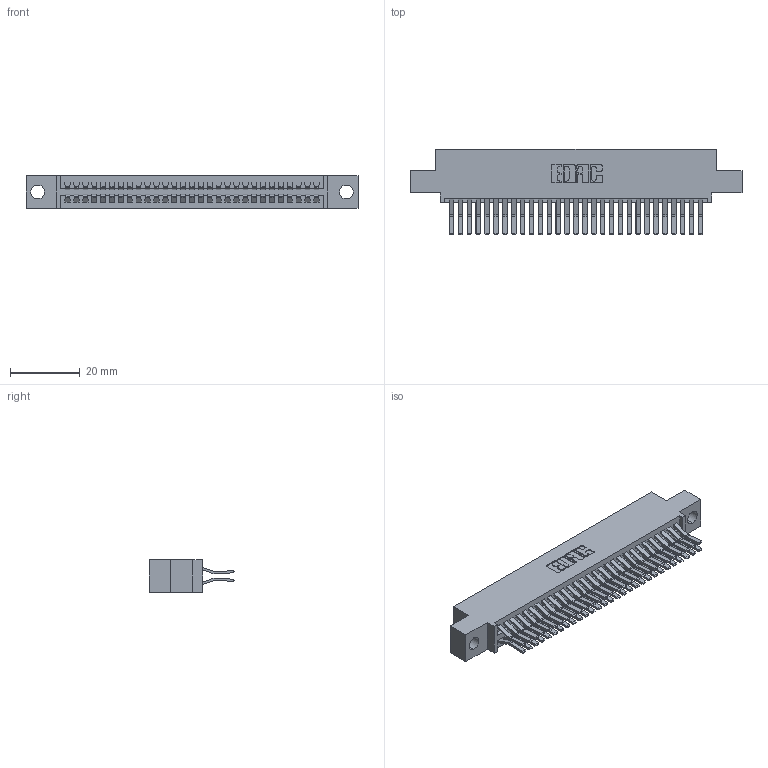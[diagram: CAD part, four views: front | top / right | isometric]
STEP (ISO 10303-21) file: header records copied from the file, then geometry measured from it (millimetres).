
FILE_DESCRIPTION (( 'STEP AP203' ), '1' );
FILE_NAME ('345-058-560-504.STEP', '2021-05-20T05:21:55', ( '' ), ( '' ), 'SwSTEP 2.0', 'SolidWorks 2020', '' );
FILE_SCHEMA (( 'CONFIG_CONTROL_DESIGN' ));
Length unit declared in the file: inch
Products named in the file (3): 345-058-560-504; 345 Part_0.110 Offset - 0.156 Dia-TI; 345-292-001_560 Tail
Assembly tree (59 placements, depth 2):
  345-058-560-504
    345 Part_0.110 Offset - 0.156 Dia-TI
    345-292-001_560 Tail  x58
Bounding box: 94.87 x 24.45 x 9.4 mm (x, y, z)
Volume: 9295.9 mm3; surface area: 14411.2 mm2
Topology: 59 solids, 59 shells, 3160 faces, 9379 edges, 6174 vertices
Faces by surface type: plane 2012, cylinder 1148
Entity records: 25143 total; most frequent: CARTESIAN_POINT 4234, ORIENTED_EDGE 4166, DIRECTION 3751, EDGE_CURVE 2083, LINE 1831, VECTOR 1831, VERTEX_POINT 1386, AXIS2_PLACEMENT_3D 960
